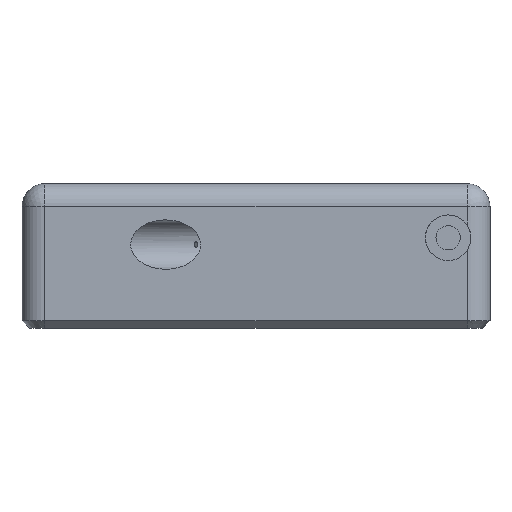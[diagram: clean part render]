
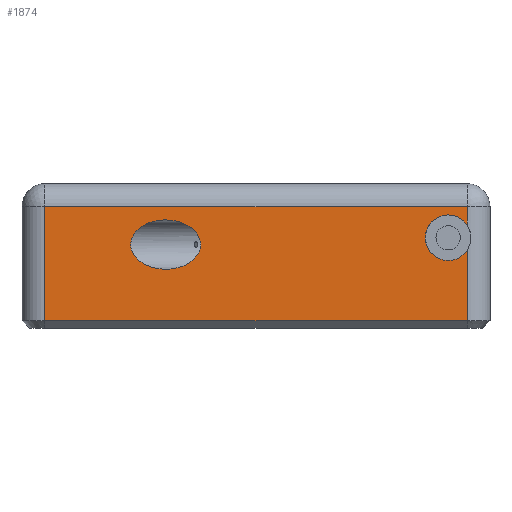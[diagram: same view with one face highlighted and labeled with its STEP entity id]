
A CAD part, front view. The second image highlights one B-rep face of the part: STEP entity #1874.
In plain terms, the highlighted planar face has unit normal (0, -1, 0).
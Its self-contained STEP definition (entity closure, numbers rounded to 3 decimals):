
#15=ELLIPSE('',#2059,4.596,3.25);
#16=ELLIPSE('',#2060,4.596,3.25);
#73=FACE_BOUND('',#367,.T.);
#143=CIRCLE('',#2057,3.);
#144=CIRCLE('',#2058,3.);
#236=FACE_OUTER_BOUND('',#366,.T.);
#366=EDGE_LOOP('',(#1514,#1515,#1516,#1517,#1518,#1519,#1520));
#367=EDGE_LOOP('',(#1521,#1522));
#468=LINE('',#2798,#644);
#499=LINE('',#2889,#675);
#548=LINE('',#3020,#724);
#555=LINE('',#3066,#731);
#556=LINE('',#3079,#732);
#644=VECTOR('',#2215,10.);
#675=VECTOR('',#2282,10.);
#724=VECTOR('',#2391,10.);
#731=VECTOR('',#2462,10.);
#732=VECTOR('',#2463,10.);
#819=VERTEX_POINT('',#2786);
#823=VERTEX_POINT('',#2796);
#853=VERTEX_POINT('',#2888);
#905=VERTEX_POINT('',#3019);
#912=VERTEX_POINT('',#3065);
#913=VERTEX_POINT('',#3067);
#917=VERTEX_POINT('',#3094);
#918=VERTEX_POINT('',#3097);
#919=VERTEX_POINT('',#3098);
#995=EDGE_CURVE('',#823,#819,#468,.T.);
#1036=EDGE_CURVE('',#819,#853,#499,.T.);
#1101=EDGE_CURVE('',#853,#905,#548,.T.);
#1126=EDGE_CURVE('',#905,#912,#555,.T.);
#1128=EDGE_CURVE('',#913,#823,#556,.T.);
#1135=EDGE_CURVE('',#913,#917,#143,.T.);
#1136=EDGE_CURVE('',#917,#912,#144,.T.);
#1137=EDGE_CURVE('',#918,#919,#15,.T.);
#1138=EDGE_CURVE('',#919,#918,#16,.T.);
#1514=ORIENTED_EDGE('',*,*,#995,.F.);
#1515=ORIENTED_EDGE('',*,*,#1128,.F.);
#1516=ORIENTED_EDGE('',*,*,#1135,.T.);
#1517=ORIENTED_EDGE('',*,*,#1136,.T.);
#1518=ORIENTED_EDGE('',*,*,#1126,.F.);
#1519=ORIENTED_EDGE('',*,*,#1101,.F.);
#1520=ORIENTED_EDGE('',*,*,#1036,.F.);
#1521=ORIENTED_EDGE('',*,*,#1137,.T.);
#1522=ORIENTED_EDGE('',*,*,#1138,.T.);
#1781=PLANE('',#2056);
#1874=ADVANCED_FACE('',(#236,#73),#1781,.T.);
#2056=AXIS2_PLACEMENT_3D('',#3093,#2480,#2481);
#2057=AXIS2_PLACEMENT_3D('',#3095,#2482,#2483);
#2058=AXIS2_PLACEMENT_3D('',#3096,#2484,#2485);
#2059=AXIS2_PLACEMENT_3D('',#3099,#2486,#2487);
#2060=AXIS2_PLACEMENT_3D('',#3100,#2488,#2489);
#2215=DIRECTION('',(-1.,0.,0.));
#2282=DIRECTION('',(0.,0.,1.));
#2391=DIRECTION('',(1.,0.,0.));
#2462=DIRECTION('',(0.,0.,-1.));
#2463=DIRECTION('',(0.,0.,-1.));
#2480=DIRECTION('center_axis',(0.,-1.,0.));
#2481=DIRECTION('ref_axis',(1.,0.,0.));
#2482=DIRECTION('center_axis',(0.,1.,0.));
#2483=DIRECTION('ref_axis',(1.,0.,0.));
#2484=DIRECTION('center_axis',(0.,1.,0.));
#2485=DIRECTION('ref_axis',(1.,0.,0.));
#2486=DIRECTION('center_axis',(0.,1.,0.));
#2487=DIRECTION('ref_axis',(-1.,0.,0.));
#2488=DIRECTION('center_axis',(0.,1.,0.));
#2489=DIRECTION('ref_axis',(-1.,0.,0.));
#2786=CARTESIAN_POINT('',(-27.75,-19.3,1.));
#2796=CARTESIAN_POINT('',(27.75,-19.3,1.));
#2798=CARTESIAN_POINT('',(-15.375,-19.3,1.));
#2888=CARTESIAN_POINT('',(-27.75,-19.3,16.));
#2889=CARTESIAN_POINT('',(-27.75,-19.3,0.));
#3019=CARTESIAN_POINT('',(27.75,-19.3,16.));
#3020=CARTESIAN_POINT('',(-15.375,-19.3,16.));
#3065=CARTESIAN_POINT('',(27.75,-19.3,13.558));
#3066=CARTESIAN_POINT('',(27.75,-19.3,0.));
#3067=CARTESIAN_POINT('',(27.75,-19.3,10.242));
#3079=CARTESIAN_POINT('',(27.75,-19.3,0.));
#3093=CARTESIAN_POINT('Origin',(-30.75,-19.3,0.));
#3094=CARTESIAN_POINT('',(22.25,-19.3,11.9));
#3095=CARTESIAN_POINT('Origin',(25.25,-19.3,11.9));
#3096=CARTESIAN_POINT('Origin',(25.25,-19.3,11.9));
#3097=CARTESIAN_POINT('',(-7.279,-19.3,11.));
#3098=CARTESIAN_POINT('',(-11.875,-19.3,7.75));
#3099=CARTESIAN_POINT('Origin',(-11.875,-19.3,11.));
#3100=CARTESIAN_POINT('Origin',(-11.875,-19.3,11.));
